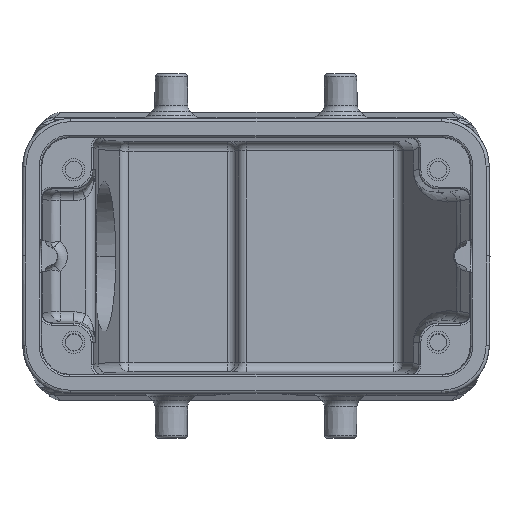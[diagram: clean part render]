
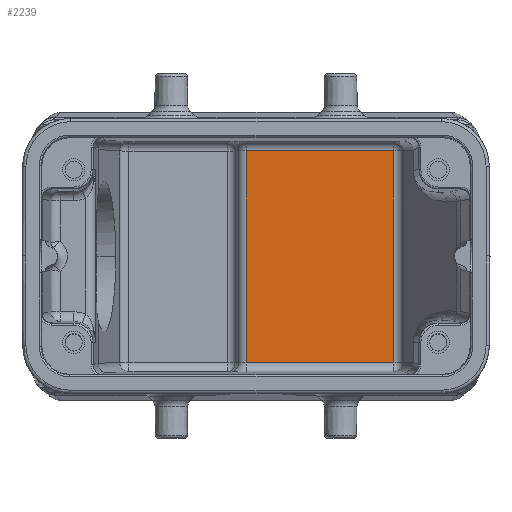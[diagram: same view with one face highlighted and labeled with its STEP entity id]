
A CAD part, top view. The second image highlights one B-rep face of the part: STEP entity #2239.
In plain terms, the highlighted planar face has unit normal (0, 0, 1).
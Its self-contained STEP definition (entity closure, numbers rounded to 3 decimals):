
#930=FACE_OUTER_BOUND('',#3400,.T.);
#2239=ADVANCED_FACE('',(#930),#2698,.F.);
#2698=PLANE('',#12930);
#3400=EDGE_LOOP('',(#7453,#7454,#7455,#7456));
#4138=LINE('',#23456,#4929);
#4141=LINE('',#23470,#4932);
#4142=LINE('',#23472,#4933);
#4143=LINE('',#23474,#4934);
#4929=VECTOR('',#14987,1.);
#4932=VECTOR('',#15002,1.);
#4933=VECTOR('',#15005,1.);
#4934=VECTOR('',#15006,1.);
#7453=ORIENTED_EDGE('',*,*,#11196,.T.);
#7454=ORIENTED_EDGE('',*,*,#11203,.T.);
#7455=ORIENTED_EDGE('',*,*,#11204,.T.);
#7456=ORIENTED_EDGE('',*,*,#11205,.T.);
#9672=VERTEX_POINT('',#23453);
#9673=VERTEX_POINT('',#23457);
#9677=VERTEX_POINT('',#23469);
#9678=VERTEX_POINT('',#23473);
#11196=EDGE_CURVE('',#9672,#9673,#4138,.T.);
#11203=EDGE_CURVE('',#9673,#9677,#4141,.T.);
#11204=EDGE_CURVE('',#9677,#9678,#4142,.T.);
#11205=EDGE_CURVE('',#9678,#9672,#4143,.T.);
#12930=AXIS2_PLACEMENT_3D('',#23475,#15007,#15008);
#14987=DIRECTION('',(0.,1.,0.));
#15002=DIRECTION('',(-1.,0.,0.));
#15005=DIRECTION('',(0.,-1.,0.));
#15006=DIRECTION('',(1.,0.,0.));
#15007=DIRECTION('',(0.,0.,-1.));
#15008=DIRECTION('',(-1.,0.,0.));
#23453=CARTESIAN_POINT('',(21.573,-16.546,-65.));
#23456=CARTESIAN_POINT('',(21.573,-16.546,-65.));
#23457=CARTESIAN_POINT('',(21.573,16.546,-65.));
#23469=CARTESIAN_POINT('',(-1.493,16.546,-65.));
#23470=CARTESIAN_POINT('',(21.573,16.546,-65.));
#23472=CARTESIAN_POINT('',(-1.493,16.546,-65.));
#23473=CARTESIAN_POINT('',(-1.493,-16.546,-65.));
#23474=CARTESIAN_POINT('',(-1.493,-16.546,-65.));
#23475=CARTESIAN_POINT('',(22.724,-18.6,-65.));
